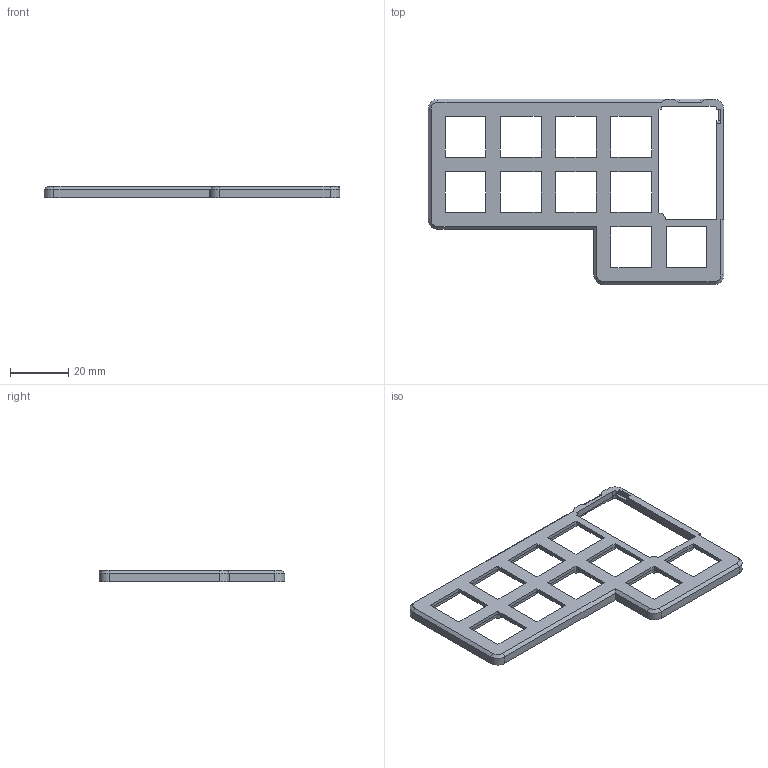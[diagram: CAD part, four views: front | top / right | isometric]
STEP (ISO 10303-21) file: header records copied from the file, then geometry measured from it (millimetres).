
FILE_DESCRIPTION(('FreeCAD Model'),'2;1');
FILE_NAME('Open CASCADE Shape Model','2025-05-20T22:20:02',(''),(''), 'Open CASCADE STEP processor 7.8','FreeCAD','Unknown');
FILE_SCHEMA(('AUTOMOTIVE_DESIGN { 1 0 10303 214 1 1 1 1 }'));
Length unit declared in the file: millimetre
Products named in the file (1): top-case-left
Bounding box: 101.8 x 63.8 x 3.8 mm (x, y, z)
Volume: 6434.7 mm3; surface area: 8535.4 mm2
Topology: 1 solids, 1 shells, 227 faces, 570 edges, 349 vertices
Faces by surface type: plane 137, extrusion 60, cylinder 24, cone 6
Full cylindrical faces by diameter (mm): 1.8 x3, 4.6 x3
Entity records: 6687 total; most frequent: CARTESIAN_POINT 1349, ORIENTED_EDGE 1140, DIRECTION 945, EDGE_CURVE 570, VECTOR 487, LINE 427, VERTEX_POINT 349, FACE_BOUND 253
